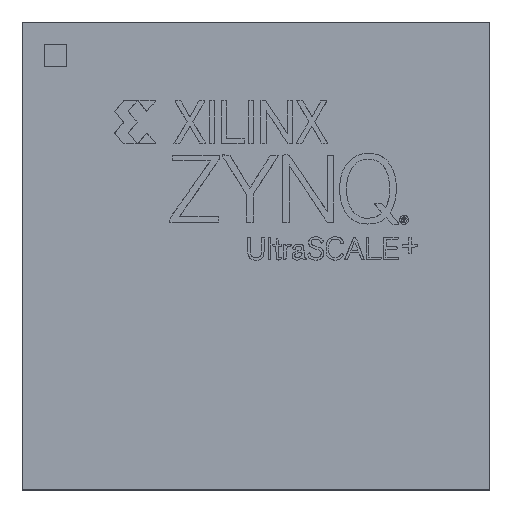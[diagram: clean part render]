
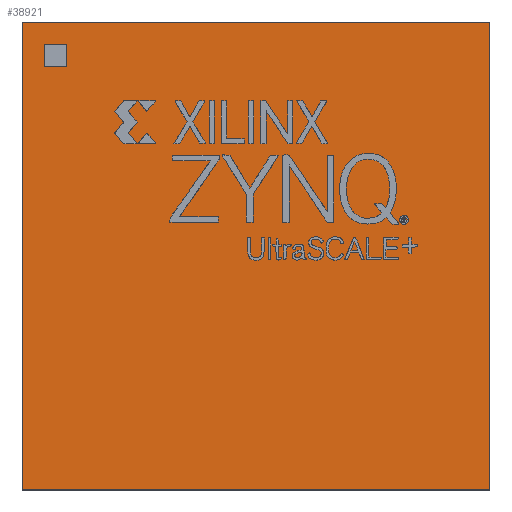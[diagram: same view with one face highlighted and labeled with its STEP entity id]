
A CAD part, top view. The second image highlights one B-rep face of the part: STEP entity #38921.
In plain terms, the highlighted planar face has unit normal (0, 0, 1).
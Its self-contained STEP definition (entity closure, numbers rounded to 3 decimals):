
#38809 = VERTEX_POINT('',#38810);
#38810 = CARTESIAN_POINT('',(-10.5,10.5,3.13));
#38816 = EDGE_CURVE('',#38809,#38817,#38819,.T.);
#38817 = VERTEX_POINT('',#38818);
#38818 = CARTESIAN_POINT('',(10.5,10.5,3.13));
#38819 = LINE('',#38820,#38821);
#38820 = CARTESIAN_POINT('',(-10.5,10.5,3.13));
#38821 = VECTOR('',#38822,1.);
#38822 = DIRECTION('',(1.,0.,0.));
#38849 = VERTEX_POINT('',#38850);
#38850 = CARTESIAN_POINT('',(-10.5,-10.5,3.13));
#38856 = EDGE_CURVE('',#38849,#38809,#38857,.T.);
#38857 = LINE('',#38858,#38859);
#38858 = CARTESIAN_POINT('',(-10.5,-10.5,3.13));
#38859 = VECTOR('',#38860,1.);
#38860 = DIRECTION('',(0.,1.,0.));
#38878 = EDGE_CURVE('',#38817,#38879,#38881,.T.);
#38879 = VERTEX_POINT('',#38880);
#38880 = CARTESIAN_POINT('',(10.5,-10.5,3.13));
#38881 = LINE('',#38882,#38883);
#38882 = CARTESIAN_POINT('',(10.5,10.5,3.13));
#38883 = VECTOR('',#38884,1.);
#38884 = DIRECTION('',(0.,-1.,0.));
#38921 = ADVANCED_FACE('',(#38922,#38933),#38967,.F.);
#38922 = FACE_BOUND('',#38923,.F.);
#38923 = EDGE_LOOP('',(#38924,#38925,#38926,#38932));
#38924 = ORIENTED_EDGE('',*,*,#38816,.T.);
#38925 = ORIENTED_EDGE('',*,*,#38878,.T.);
#38926 = ORIENTED_EDGE('',*,*,#38927,.T.);
#38927 = EDGE_CURVE('',#38879,#38849,#38928,.T.);
#38928 = LINE('',#38929,#38930);
#38929 = CARTESIAN_POINT('',(10.5,-10.5,3.13));
#38930 = VECTOR('',#38931,1.);
#38931 = DIRECTION('',(-1.,0.,0.));
#38932 = ORIENTED_EDGE('',*,*,#38856,.T.);
#38933 = FACE_BOUND('',#38934,.F.);
#38934 = EDGE_LOOP('',(#38935,#38945,#38953,#38961));
#38935 = ORIENTED_EDGE('',*,*,#38936,.F.);
#38936 = EDGE_CURVE('',#38937,#38939,#38941,.T.);
#38937 = VERTEX_POINT('',#38938);
#38938 = CARTESIAN_POINT('',(-9.5,9.5,3.13));
#38939 = VERTEX_POINT('',#38940);
#38940 = CARTESIAN_POINT('',(-8.5,9.5,3.13));
#38941 = LINE('',#38942,#38943);
#38942 = CARTESIAN_POINT('',(-9.5,9.5,3.13));
#38943 = VECTOR('',#38944,1.);
#38944 = DIRECTION('',(1.,0.,0.));
#38945 = ORIENTED_EDGE('',*,*,#38946,.F.);
#38946 = EDGE_CURVE('',#38947,#38937,#38949,.T.);
#38947 = VERTEX_POINT('',#38948);
#38948 = CARTESIAN_POINT('',(-9.5,8.5,3.13));
#38949 = LINE('',#38950,#38951);
#38950 = CARTESIAN_POINT('',(-9.5,8.5,3.13));
#38951 = VECTOR('',#38952,1.);
#38952 = DIRECTION('',(0.,1.,0.));
#38953 = ORIENTED_EDGE('',*,*,#38954,.F.);
#38954 = EDGE_CURVE('',#38955,#38947,#38957,.T.);
#38955 = VERTEX_POINT('',#38956);
#38956 = CARTESIAN_POINT('',(-8.5,8.5,3.13));
#38957 = LINE('',#38958,#38959);
#38958 = CARTESIAN_POINT('',(-8.5,8.5,3.13));
#38959 = VECTOR('',#38960,1.);
#38960 = DIRECTION('',(-1.,0.,0.));
#38961 = ORIENTED_EDGE('',*,*,#38962,.F.);
#38962 = EDGE_CURVE('',#38939,#38955,#38963,.T.);
#38963 = LINE('',#38964,#38965);
#38964 = CARTESIAN_POINT('',(-8.5,9.5,3.13));
#38965 = VECTOR('',#38966,1.);
#38966 = DIRECTION('',(0.,-1.,0.));
#38967 = PLANE('',#38968);
#38968 = AXIS2_PLACEMENT_3D('',#38969,#38970,#38971);
#38969 = CARTESIAN_POINT('',(0.,0.,3.13));
#38970 = DIRECTION('',(-0.,-0.,-1.));
#38971 = DIRECTION('',(-1.,0.,0.));
